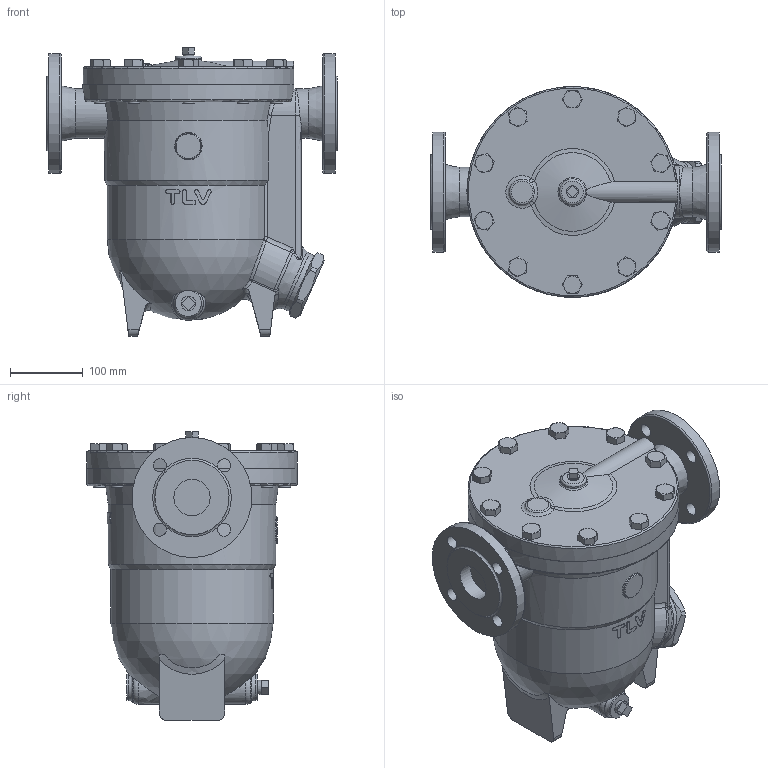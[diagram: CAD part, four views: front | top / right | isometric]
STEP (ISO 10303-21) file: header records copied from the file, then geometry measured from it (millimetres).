
FILE_DESCRIPTION((''),'2;1');
FILE_NAME('j75x0-050-e0016-00.stp','2010-10-07T10:02:02',('nakaot'),(''),'Autodesk Inventor 2008','Autodesk Inventor 2008','');
FILE_SCHEMA(('AUTOMOTIVE_DESIGN { 1 0 10303 214 1 1 1 1 }'));
Length unit declared in the file: millimetre
Products named in the file (1): j75x0-050-e0016-00
Bounding box: 400 x 290 x 397 mm (x, y, z)
Volume: 16351080.4 mm3; surface area: 623931.9 mm2
Topology: 1 solids, 1 shells, 412 faces, 1009 edges, 634 vertices
Faces by surface type: plane 156, bspline 107, cone 71, cylinder 64, torus 12, sphere 2
Full cylindrical faces by diameter (mm): 16 x18, 36 x2, 50 x2, 68 x2, 84 x1, 165 x2, 200 x1, 290 x2
Entity records: 22390 total; most frequent: CARTESIAN_POINT 14057, ORIENTED_EDGE 1796, DIRECTION 1487, EDGE_CURVE 898, AXIS2_PLACEMENT_3D 618, VERTEX_POINT 597, EDGE_LOOP 557, FACE_OUTER_BOUND 412
